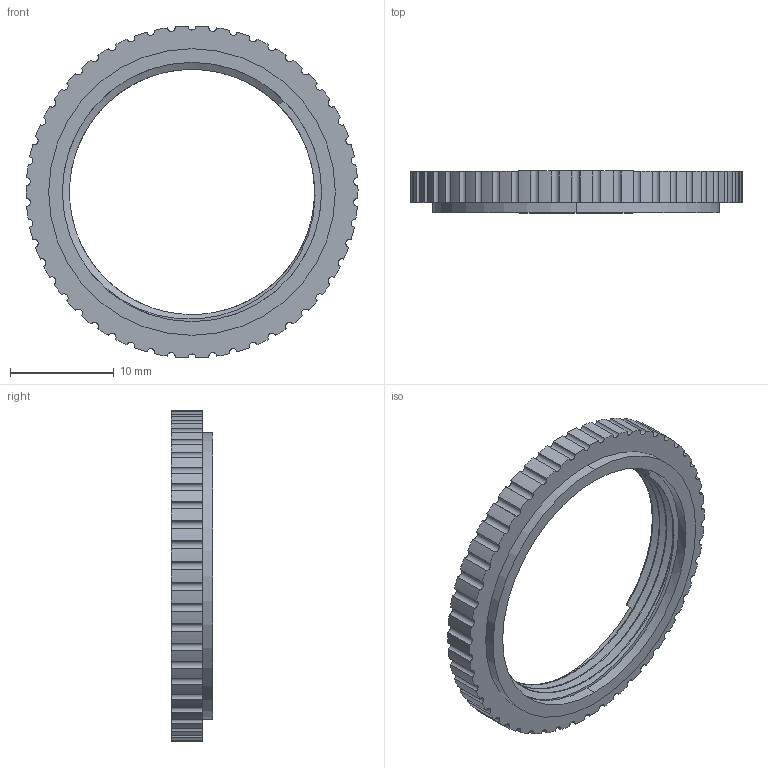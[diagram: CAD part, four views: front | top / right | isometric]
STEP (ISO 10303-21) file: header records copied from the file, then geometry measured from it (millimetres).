
FILE_DESCRIPTION (( 'STEP AP214' ), '1' );
FILE_NAME ('FixRingV1_0_2_SAK_BC.STEP', '2020-03-26T21:06:51', ( '' ), ( '' ), 'SwSTEP 2.0', 'SolidWorks 2019', '' );
FILE_SCHEMA (( 'AUTOMOTIVE_DESIGN' ));
Length unit declared in the file: millimetre
Products named in the file (1): FixRingV1_0_2_SAK_BC
Bounding box: 32 x 4 x 31.99 mm (x, y, z)
Volume: 1083.2 mm3; surface area: 1578.4 mm2
Topology: 1 solids, 1 shells, 143 faces, 420 edges, 280 vertices
Faces by surface type: cylinder 134, plane 6, bspline 3
Entity records: 6843 total; most frequent: CARTESIAN_POINT 2799, DIRECTION 942, ORIENTED_EDGE 840, EDGE_CURVE 420, AXIS2_PLACEMENT_3D 401, VERTEX_POINT 280, CIRCLE 260, EDGE_LOOP 146
